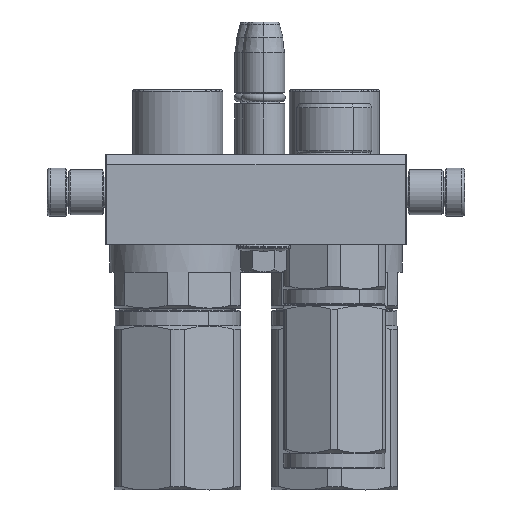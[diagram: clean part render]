
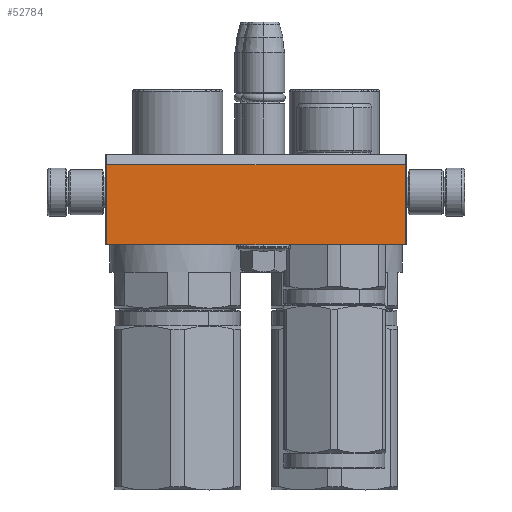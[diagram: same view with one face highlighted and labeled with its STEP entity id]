
A CAD part, left-side view. The second image highlights one B-rep face of the part: STEP entity #52784.
In plain terms, the highlighted face is planar.
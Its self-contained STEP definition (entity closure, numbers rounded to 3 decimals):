
#1773 = DIRECTION ( 'NONE',  ( 1., 0., 0. ) ) ;
#3263 = CARTESIAN_POINT ( 'NONE',  ( 49.5, -15., 56. ) ) ;
#7514 = DIRECTION ( 'NONE',  ( 0., 1., 0. ) ) ;
#12743 = FACE_OUTER_BOUND ( 'NONE', #21357, .T. ) ;
#14495 = VERTEX_POINT ( 'NONE', #66874 ) ;
#15379 = DIRECTION ( 'NONE',  ( 1., 0., 0. ) ) ;
#15960 = ORIENTED_EDGE ( 'NONE', *, *, #20204, .F. ) ;
#18876 = VERTEX_POINT ( 'NONE', #62733 ) ;
#19251 = VERTEX_POINT ( 'NONE', #3263 ) ;
#20204 = EDGE_CURVE ( 'NONE', #14495, #18876, #27489, .T. ) ;
#21357 = EDGE_LOOP ( 'NONE', ( #80357, #24215, #38027, #15960 ) ) ;
#23214 = CARTESIAN_POINT ( 'NONE',  ( 49.5, 11.536, 56. ) ) ;
#23449 = VECTOR ( 'NONE', #15379, 1000. ) ;
#24215 = ORIENTED_EDGE ( 'NONE', *, *, #59519, .T. ) ;
#27489 = LINE ( 'NONE', #33115, #61606 ) ;
#33115 = CARTESIAN_POINT ( 'NONE',  ( -49.5, -15., 56. ) ) ;
#36507 = CARTESIAN_POINT ( 'NONE',  ( -50., -15., 56. ) ) ;
#38027 = ORIENTED_EDGE ( 'NONE', *, *, #47051, .F. ) ;
#39634 = CARTESIAN_POINT ( 'NONE',  ( 49.5, -15., 56. ) ) ;
#40948 = VECTOR ( 'NONE', #1773, 1000. ) ;
#41998 = VERTEX_POINT ( 'NONE', #23214 ) ;
#44851 = CARTESIAN_POINT ( 'NONE',  ( -49.5, -15., 56. ) ) ;
#47051 = EDGE_CURVE ( 'NONE', #18876, #41998, #68427, .T. ) ;
#49554 = PLANE ( 'NONE',  #65056 ) ;
#52784 = ADVANCED_FACE ( 'NONE', ( #12743 ), #49554, .T. ) ;
#59519 = EDGE_CURVE ( 'NONE', #19251, #41998, #62516, .T. ) ;
#61033 = DIRECTION ( 'NONE',  ( 0., 0., 1. ) ) ;
#61606 = VECTOR ( 'NONE', #7514, 1000. ) ;
#62516 = LINE ( 'NONE', #39634, #66424 ) ;
#62733 = CARTESIAN_POINT ( 'NONE',  ( -49.5, 11.536, 56. ) ) ;
#65056 = AXIS2_PLACEMENT_3D ( 'NONE', #36507, #61033, #73650 ) ;
#65361 = LINE ( 'NONE', #44851, #40948 ) ;
#66424 = VECTOR ( 'NONE', #76558, 1000. ) ;
#66874 = CARTESIAN_POINT ( 'NONE',  ( -49.5, -15., 56. ) ) ;
#68427 = LINE ( 'NONE', #77179, #23449 ) ;
#72820 = EDGE_CURVE ( 'NONE', #14495, #19251, #65361, .T. ) ;
#73650 = DIRECTION ( 'NONE',  ( 1., 0., 0. ) ) ;
#76558 = DIRECTION ( 'NONE',  ( 0., 1., 0. ) ) ;
#77179 = CARTESIAN_POINT ( 'NONE',  ( -49.5, 11.536, 56. ) ) ;
#80357 = ORIENTED_EDGE ( 'NONE', *, *, #72820, .T. ) ;
